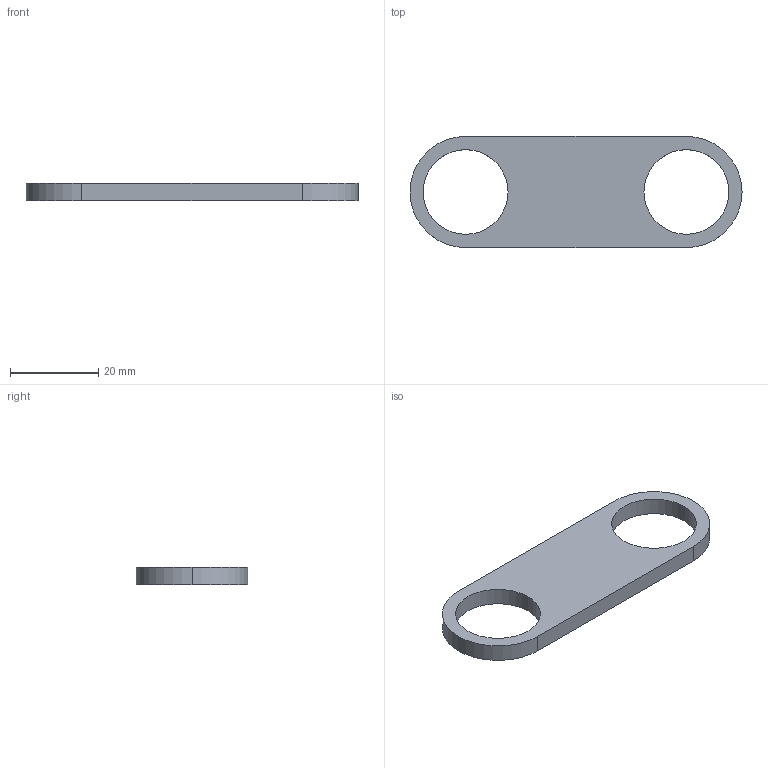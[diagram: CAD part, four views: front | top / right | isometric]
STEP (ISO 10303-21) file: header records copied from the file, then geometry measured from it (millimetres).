
FILE_DESCRIPTION (( 'STEP AP203' ), '1' );
FILE_NAME ('bearing_link_Default_sldprt.STEP', '2023-03-14T16:36:14', ( '' ), ( '' ), 'SwSTEP 2.0', 'SolidWorks 2022', '' );
FILE_SCHEMA (( 'CONFIG_CONTROL_DESIGN' ));
Length unit declared in the file: millimetre
Products named in the file (1): bearing_link_Default_sldprt
Bounding box: 75.2 x 25.2 x 4 mm (x, y, z)
Volume: 4718.8 mm3; surface area: 3558.6 mm2
Topology: 1 solids, 1 shells, 11 faces, 27 edges, 18 vertices
Faces by surface type: cylinder 7, plane 4
Entity records: 420 total; most frequent: DIRECTION 65, CARTESIAN_POINT 57, ORIENTED_EDGE 54, EDGE_CURVE 27, AXIS2_PLACEMENT_3D 26, VERTEX_POINT 18, EDGE_LOOP 15, CIRCLE 14
